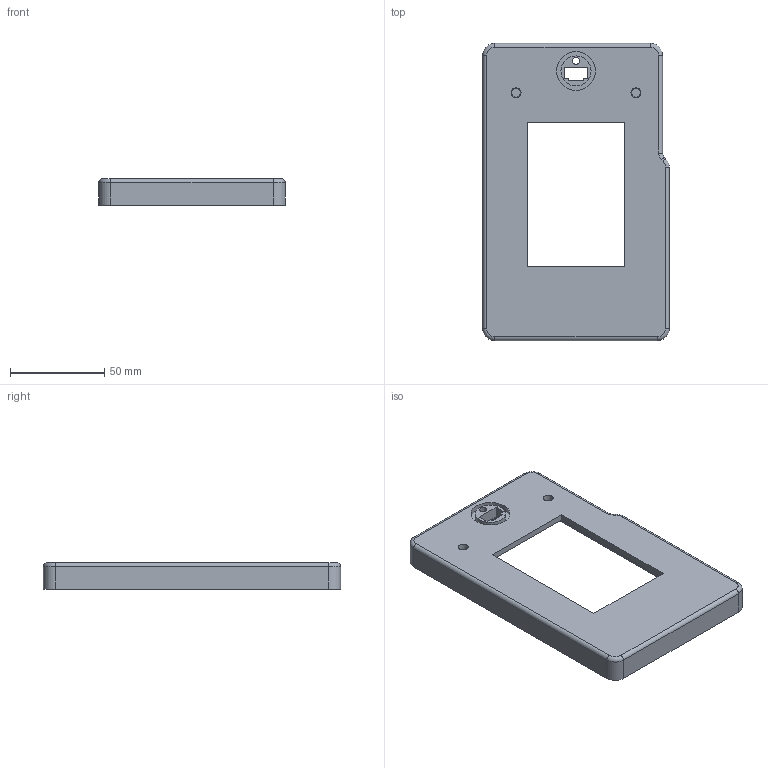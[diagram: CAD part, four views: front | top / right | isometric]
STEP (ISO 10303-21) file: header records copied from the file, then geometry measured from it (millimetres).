
FILE_DESCRIPTION(/* description */ (''),/* implementation_level */ '2;1');
FILE_NAME(/* name */ 'Caveatron Rev C Lid v5.step',/* time_stamp */ '2022-12-09T20:38:31-06:00',/* author */ (''),/* organization */ (''),/* preprocessor_version */ 'ST-DEVELOPER v19.2',/* originating_system */ 'Autodesk Translation Framework v11.17.0.187',/* authorisation */ '');
FILE_SCHEMA (('AUTOMOTIVE_DESIGN { 1 0 10303 214 3 1 1 }'));
Length unit declared in the file: inch
Products named in the file (1): Caveatron Rev C Lid
Bounding box: 98.81 x 157.48 x 13.97 mm (x, y, z)
Volume: 76033.7 mm3; surface area: 41563.2 mm2
Topology: 1 solids, 1 shells, 189 faces, 495 edges, 326 vertices
Faces by surface type: plane 112, cylinder 65, torus 6, cone 6
Full cylindrical faces by diameter (mm): 2.54 x6, 3.759 x1, 15.9 x1, 20.574 x1
Entity records: 5868 total; most frequent: DIRECTION 1023, CARTESIAN_POINT 1011, ORIENTED_EDGE 990, EDGE_CURVE 495, LINE 347, VECTOR 347, AXIS2_PLACEMENT_3D 338, VERTEX_POINT 326
